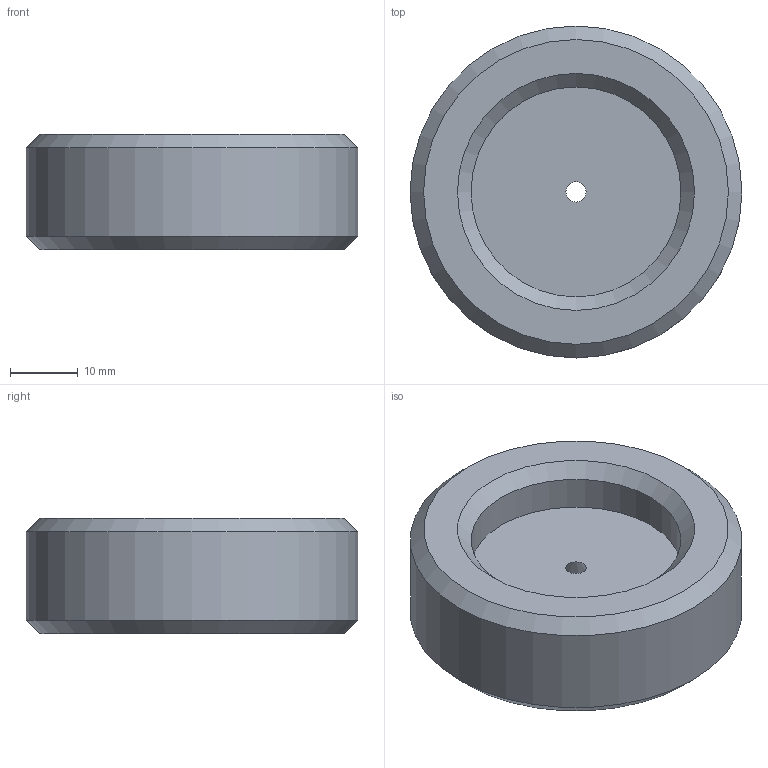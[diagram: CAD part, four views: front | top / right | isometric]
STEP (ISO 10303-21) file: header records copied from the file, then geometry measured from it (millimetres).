
FILE_DESCRIPTION(/* description */ (''),/* implementation_level */ '2;1');
FILE_NAME(/* name */ 'P1S Damper Feet v1.step',/* time_stamp */ '2024-10-06T21:11:55-07:00',/* author */ (''),/* organization */ (''),/* preprocessor_version */ 'ST-DEVELOPER v20',/* originating_system */ 'Autodesk Translation Framework v13.20.0.188',/* authorisation */ '');
FILE_SCHEMA (('AUTOMOTIVE_DESIGN { 1 0 10303 214 3 1 1 }'));
Length unit declared in the file: millimetre
Products named in the file (1): P1S Damper Feet
Bounding box: 49 x 49 x 17 mm (x, y, z)
Volume: 24641.4 mm3; surface area: 7174 mm2
Topology: 1 solids, 1 shells, 18 faces, 30 edges, 18 vertices
Faces by surface type: cone 10, plane 6, cylinder 2
Full cylindrical faces by diameter (mm): 31 x1, 49 x1
Entity records: 461 total; most frequent: DIRECTION 86, CARTESIAN_POINT 67, ORIENTED_EDGE 60, AXIS2_PLACEMENT_3D 37, EDGE_CURVE 30, EDGE_LOOP 24, FACE_OUTER_BOUND 18, CIRCLE 18
